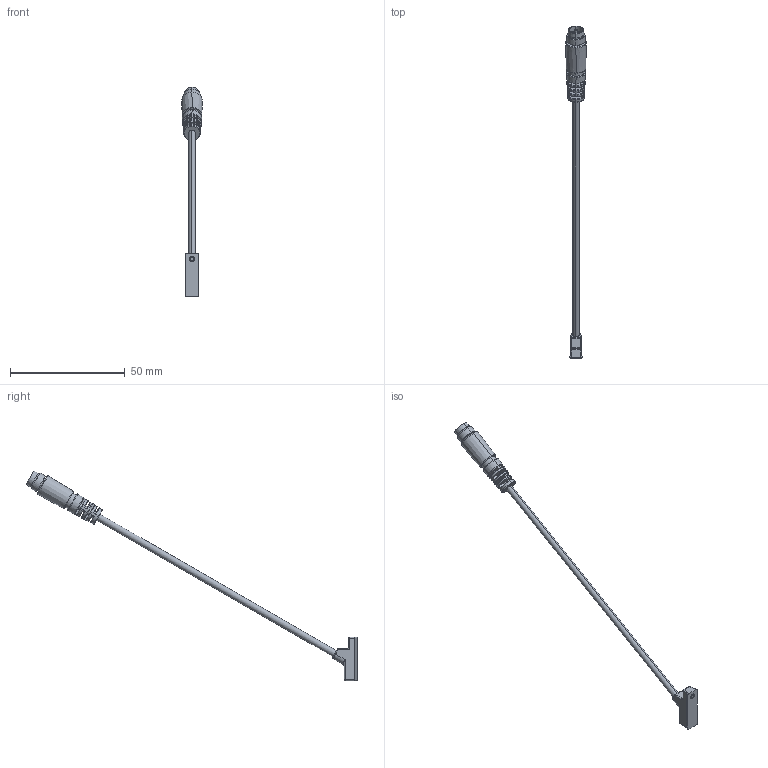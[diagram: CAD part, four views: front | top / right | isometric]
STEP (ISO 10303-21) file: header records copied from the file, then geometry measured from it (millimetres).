
FILE_DESCRIPTION (( 'STEP AP214' ), '1' );
FILE_NAME ('CPS9D-AP-F.STEP', '2015-02-18T19:24:43', ( '' ), ( '' ), 'SwSTEP 2.0', 'SolidWorks 2014', '' );
FILE_SCHEMA (( 'AUTOMOTIVE_DESIGN' ));
Length unit declared in the file: inch
Products named in the file (1): CPS9D-AP-F
Bounding box: 9.13 x 144.34 x 91.36 mm (x, y, z)
Volume: 2910.5 mm3; surface area: 3010.3 mm2
Topology: 1 solids, 1 shells, 171 faces, 464 edges, 299 vertices
Faces by surface type: plane 58, cylinder 53, torus 32, cone 13, sphere 12, bspline 3
Entity records: 7864 total; most frequent: CARTESIAN_POINT 1405, DIRECTION 909, ORIENTED_EDGE 888, EDGE_CURVE 444, AXIS2_PLACEMENT_3D 368, VERTEX_POINT 293, CIRCLE 199, EDGE_LOOP 189
